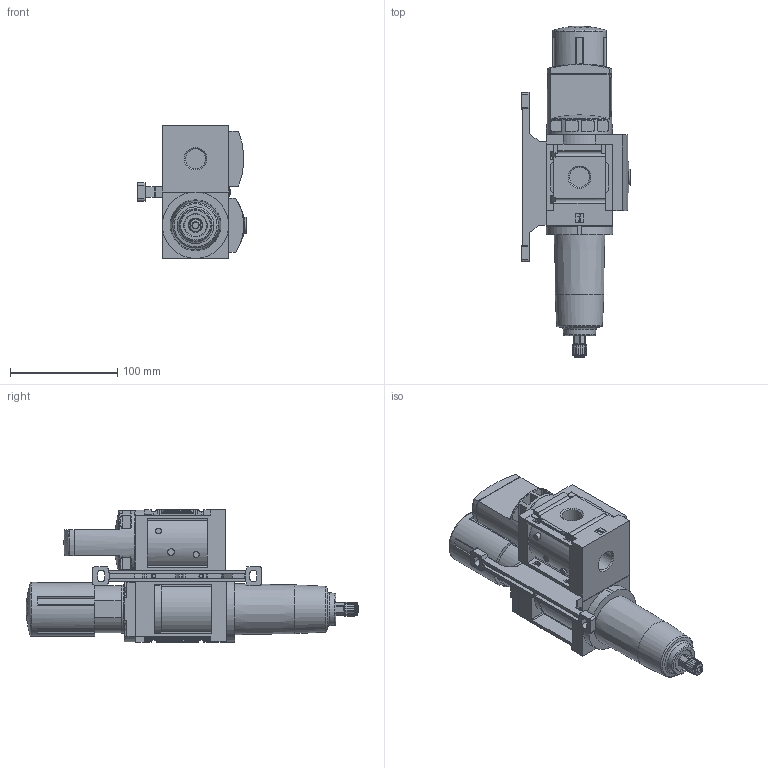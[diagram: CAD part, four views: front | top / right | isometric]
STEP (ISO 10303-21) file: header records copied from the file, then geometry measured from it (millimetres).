
FILE_DESCRIPTION(/* description */ ('STEP AP214'),/* implementation_level */ '2;1');
FILE_NAME(/* name */ '8176531_MS6-EM1FR-1_2-D6-C-P-M-A8-WP-F1A-B',/* time_stamp */ '2024-09-10T15:21:13+02:00',/* author */ ('License CC BY-ND 4.0'),/* organization */ ('CADENAS'),/* preprocessor_version */ 'ST-DEVELOPER v19.3',/* originating_system */ 'PARTsolutions',/* authorisation */ ' ');
FILE_SCHEMA (('AUTOMOTIVE_DESIGN {1 0 10303 214 3 1 1}'));
Length unit declared in the file: millimetre
Products named in the file (5): 8176531 MS6-EM1FR-1/2-D6-C-P-M-A8-WP-F1A-B; 541279 MS6-EM1-1/2-F1A1D; 8098308 MS6-LFR-1/2-D6-C-P-M-A8-F1A-B---(high); 8134994 MS6-MV-B---(0_p); 532195 MS6-WP---(w)
Assembly tree (4 placements, depth 2):
  8176531 MS6-EM1FR-1/2-D6-C-P-M-A8-WP-F1A-B
    541279 MS6-EM1-1/2-F1A1D
    8098308 MS6-LFR-1/2-D6-C-P-M-A8-F1A-B---(high)
    8134994 MS6-MV-B---(0_p)
    532195 MS6-WP---(w)
Bounding box: 101.6 x 309.63 x 124 mm (x, y, z)
Volume: 1136592.5 mm3; surface area: 142358.7 mm2
Topology: 4 solids, 4 shells, 914 faces, 2490 edges, 1640 vertices
Faces by surface type: plane 525, cylinder 330, cone 35, torus 21, sphere 3
Full cylindrical faces by diameter (mm): 3.242 x2, 3.4 x2, 4 x2, 4.6 x2, 5.5 x2, 6 x5, 7.5 x1, 7.6 x2, 7.8 x2, 8.566 x1, 8.72 x1, 15 x1, 18.631 x5, 45 x1, 50.23 x1, 60 x1
Entity records: 34595 total; most frequent: CARTESIAN_POINT 5755, ORIENTED_EDGE 4792, DIRECTION 4706, EDGE_CURVE 2396, VERTEX_POINT 1619, AXIS2_PLACEMENT_3D 1608, LINE 1490, VECTOR 1490
